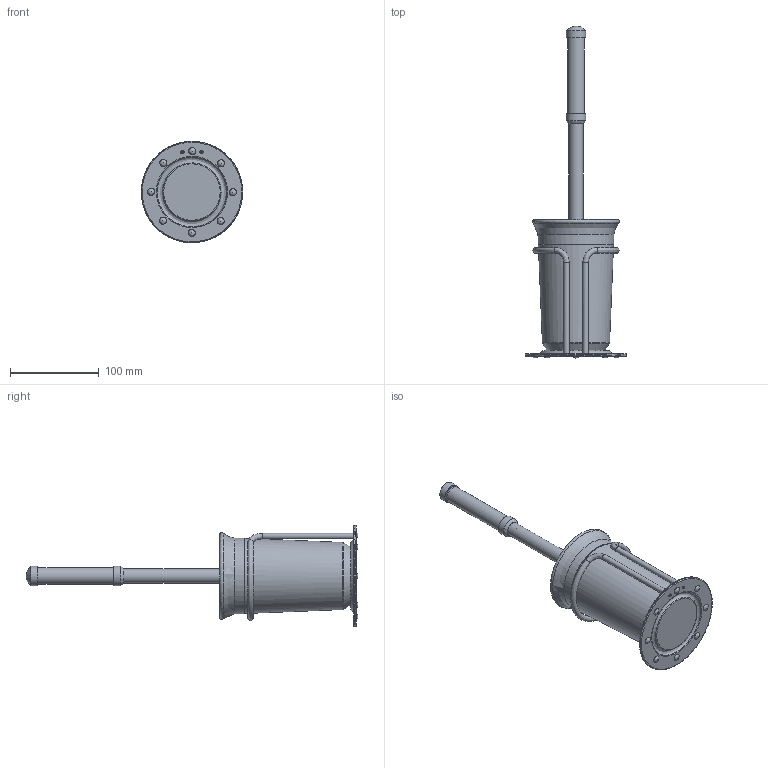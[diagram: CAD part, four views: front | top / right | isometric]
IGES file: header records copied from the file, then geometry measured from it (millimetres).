
Global section: file name: L40; native system: Autodesk Inventor 2018; preprocessor: unknown; author: aduggalther; date: 20171018.115009; units: millimetre
Bounding box: 114.5 x 374.81 x 114.5 mm (x, y, z)
Volume: 365952.8 mm3; surface area: 221501.5 mm2
Topology: 108 solids, 108 shells, 723 faces, 1671 edges, 1252 vertices
Faces by surface type: bspline 723
